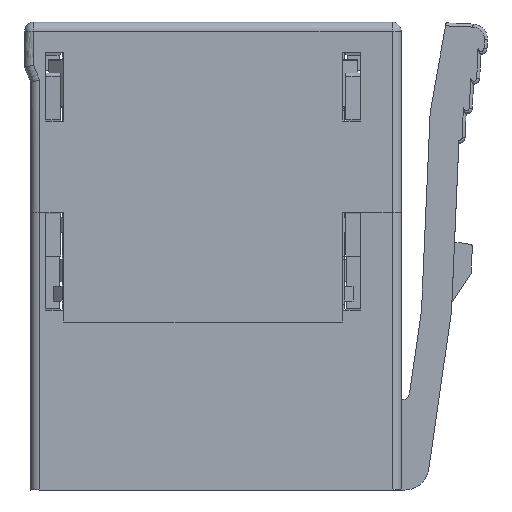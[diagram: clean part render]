
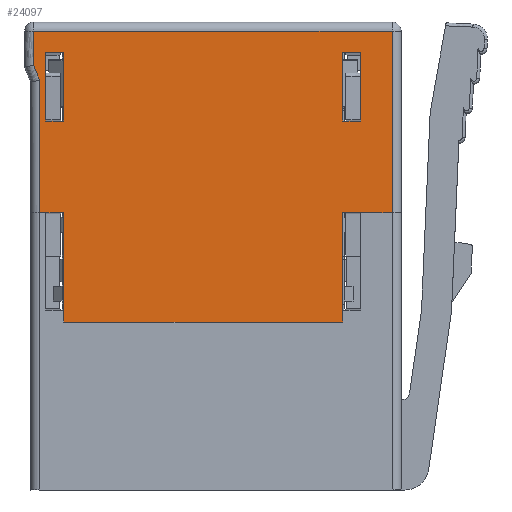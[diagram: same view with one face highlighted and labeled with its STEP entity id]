
A CAD part, front view. The second image highlights one B-rep face of the part: STEP entity #24097.
In plain terms, the highlighted planar face has unit normal (0, -1, 0).
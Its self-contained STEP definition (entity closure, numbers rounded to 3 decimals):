
#19823=CARTESIAN_POINT('',(-5.25,-2.95,-0.41));
#19824=VERTEX_POINT('',#19823);
#19831=CARTESIAN_POINT('',(-5.25,-2.95,-2.71));
#19832=VERTEX_POINT('',#19831);
#19833=CARTESIAN_POINT('',(-5.25,-2.95,-2.71));
#19834=DIRECTION('',(0.,0.,1.));
#19835=VECTOR('',#19834,2.3);
#19836=LINE('',#19833,#19835);
#19837=EDGE_CURVE('',#19832,#19824,#19836,.T.);
#21569=CARTESIAN_POINT('',(5.25,-2.95,-2.71));
#21570=VERTEX_POINT('',#21569);
#21577=CARTESIAN_POINT('',(5.25,-2.95,-0.41));
#21578=VERTEX_POINT('',#21577);
#21579=CARTESIAN_POINT('',(5.25,-2.95,-0.41));
#21580=DIRECTION('',(0.,0.,-1.));
#21581=VECTOR('',#21580,2.3);
#21582=LINE('',#21579,#21581);
#21583=EDGE_CURVE('',#21578,#21570,#21582,.T.);
#23365=CARTESIAN_POINT('',(-4.65,-2.95,-2.71));
#23366=VERTEX_POINT('',#23365);
#23367=CARTESIAN_POINT('',(-4.65,-2.95,-2.71));
#23368=DIRECTION('',(-1.,0.,0.));
#23369=VECTOR('',#23368,0.6);
#23370=LINE('',#23367,#23369);
#23371=EDGE_CURVE('',#23366,#19832,#23370,.T.);
#23390=CARTESIAN_POINT('',(-4.65,-2.95,-5.76));
#23391=VERTEX_POINT('',#23390);
#23398=CARTESIAN_POINT('',(-5.45,-2.95,-5.76));
#23399=VERTEX_POINT('',#23398);
#23400=CARTESIAN_POINT('',(-4.65,-2.95,-5.76));
#23401=DIRECTION('',(-1.,0.,0.));
#23402=VECTOR('',#23401,0.8);
#23403=LINE('',#23400,#23402);
#23404=EDGE_CURVE('',#23391,#23399,#23403,.T.);
#23439=CARTESIAN_POINT('',(-4.65,-2.95,-0.41));
#23440=VERTEX_POINT('',#23439);
#23441=CARTESIAN_POINT('',(-4.65,-2.95,-0.41));
#23442=DIRECTION('',(0.,0.,-1.));
#23443=VECTOR('',#23442,2.3);
#23444=LINE('',#23441,#23443);
#23445=EDGE_CURVE('',#23440,#23366,#23444,.T.);
#23465=CARTESIAN_POINT('',(-5.25,-2.95,-0.41));
#23466=DIRECTION('',(1.,0.,0.));
#23467=VECTOR('',#23466,0.6);
#23468=LINE('',#23465,#23467);
#23469=EDGE_CURVE('',#19824,#23440,#23468,.T.);
#23969=CARTESIAN_POINT('',(-4.65,-2.95,-9.41));
#23970=VERTEX_POINT('',#23969);
#23977=CARTESIAN_POINT('',(-4.65,-2.95,-9.41));
#23978=DIRECTION('',(0.,0.,1.));
#23979=VECTOR('',#23978,3.65);
#23980=LINE('',#23977,#23979);
#23981=EDGE_CURVE('',#23970,#23391,#23980,.T.);
#23995=CARTESIAN_POINT('',(0.425,-2.95,-2.61));
#23996=DIRECTION('',(1.,0.,0.));
#23997=DIRECTION('',(0.,-1.,0.));
#23998=AXIS2_PLACEMENT_3D('',#23995,#23997,#23996);
#23999=PLANE('',#23998);
#24000=CARTESIAN_POINT('',(6.3,-2.95,-5.76));
#24001=VERTEX_POINT('',#24000);
#24002=CARTESIAN_POINT('',(6.3,-2.95,0.29));
#24003=VERTEX_POINT('',#24002);
#24004=CARTESIAN_POINT('',(6.3,-2.95,-5.76));
#24005=DIRECTION('',(0.,0.,1.));
#24006=VECTOR('',#24005,6.05);
#24007=LINE('',#24004,#24006);
#24008=EDGE_CURVE('',#24001,#24003,#24007,.T.);
#24009=ORIENTED_EDGE('',*,*,#24008,.T.);
#24010=CARTESIAN_POINT('',(-5.65,-2.95,0.29));
#24011=VERTEX_POINT('',#24010);
#24012=CARTESIAN_POINT('',(6.3,-2.95,0.29));
#24013=DIRECTION('',(-1.,0.,0.));
#24014=VECTOR('',#24013,11.95);
#24015=LINE('',#24012,#24014);
#24016=EDGE_CURVE('',#24003,#24011,#24015,.T.);
#24017=ORIENTED_EDGE('',*,*,#24016,.T.);
#24018=CARTESIAN_POINT('',(-5.65,-2.95,-0.852));
#24019=VERTEX_POINT('',#24018);
#24020=CARTESIAN_POINT('',(-5.65,-2.95,0.29));
#24021=DIRECTION('',(0.,0.,-1.));
#24022=VECTOR('',#24021,1.142);
#24023=LINE('',#24020,#24022);
#24024=EDGE_CURVE('',#24011,#24019,#24023,.T.);
#24025=ORIENTED_EDGE('',*,*,#24024,.T.);
#24026=CARTESIAN_POINT('',(-5.45,-2.95,-1.352));
#24027=VERTEX_POINT('',#24026);
#24028=CARTESIAN_POINT('',(-5.65,-2.95,-0.852));
#24029=DIRECTION('',(0.371,0.,-0.928));
#24030=VECTOR('',#24029,0.539);
#24031=LINE('',#24028,#24030);
#24032=EDGE_CURVE('',#24019,#24027,#24031,.T.);
#24033=ORIENTED_EDGE('',*,*,#24032,.T.);
#24034=CARTESIAN_POINT('',(-5.45,-2.95,-1.352));
#24035=DIRECTION('',(0.,0.,-1.));
#24036=VECTOR('',#24035,4.408);
#24037=LINE('',#24034,#24036);
#24038=EDGE_CURVE('',#24027,#23399,#24037,.T.);
#24039=ORIENTED_EDGE('',*,*,#24038,.T.);
#24040=ORIENTED_EDGE('',*,*,#23404,.F.);
#24041=ORIENTED_EDGE('',*,*,#23981,.F.);
#24042=CARTESIAN_POINT('',(4.65,-2.95,-9.41));
#24043=VERTEX_POINT('',#24042);
#24044=CARTESIAN_POINT('',(4.65,-2.95,-9.41));
#24045=DIRECTION('',(-1.,0.,0.));
#24046=VECTOR('',#24045,9.3);
#24047=LINE('',#24044,#24046);
#24048=EDGE_CURVE('',#24043,#23970,#24047,.T.);
#24049=ORIENTED_EDGE('',*,*,#24048,.F.);
#24050=CARTESIAN_POINT('',(4.65,-2.95,-5.76));
#24051=VERTEX_POINT('',#24050);
#24052=CARTESIAN_POINT('',(4.65,-2.95,-5.76));
#24053=DIRECTION('',(0.,0.,-1.));
#24054=VECTOR('',#24053,3.65);
#24055=LINE('',#24052,#24054);
#24056=EDGE_CURVE('',#24051,#24043,#24055,.T.);
#24057=ORIENTED_EDGE('',*,*,#24056,.F.);
#24058=CARTESIAN_POINT('',(4.65,-2.95,-5.76));
#24059=DIRECTION('',(1.,0.,0.));
#24060=VECTOR('',#24059,1.65);
#24061=LINE('',#24058,#24060);
#24062=EDGE_CURVE('',#24051,#24001,#24061,.T.);
#24063=ORIENTED_EDGE('',*,*,#24062,.T.);
#24064=EDGE_LOOP('',(#24009,#24017,#24025,#24033,#24039,#24040,#24041,#24049,#24057,#24063));
#24065=FACE_OUTER_BOUND('',#24064,.T.);
#24066=CARTESIAN_POINT('',(4.65,-2.95,-2.71));
#24067=VERTEX_POINT('',#24066);
#24068=CARTESIAN_POINT('',(5.25,-2.95,-2.71));
#24069=DIRECTION('',(-1.,0.,0.));
#24070=VECTOR('',#24069,0.6);
#24071=LINE('',#24068,#24070);
#24072=EDGE_CURVE('',#21570,#24067,#24071,.T.);
#24073=ORIENTED_EDGE('',*,*,#24072,.T.);
#24074=CARTESIAN_POINT('',(4.65,-2.95,-0.41));
#24075=VERTEX_POINT('',#24074);
#24076=CARTESIAN_POINT('',(4.65,-2.95,-2.71));
#24077=DIRECTION('',(0.,0.,1.));
#24078=VECTOR('',#24077,2.3);
#24079=LINE('',#24076,#24078);
#24080=EDGE_CURVE('',#24067,#24075,#24079,.T.);
#24081=ORIENTED_EDGE('',*,*,#24080,.T.);
#24082=CARTESIAN_POINT('',(4.65,-2.95,-0.41));
#24083=DIRECTION('',(1.,0.,0.));
#24084=VECTOR('',#24083,0.6);
#24085=LINE('',#24082,#24084);
#24086=EDGE_CURVE('',#24075,#21578,#24085,.T.);
#24087=ORIENTED_EDGE('',*,*,#24086,.T.);
#24088=ORIENTED_EDGE('',*,*,#21583,.T.);
#24089=EDGE_LOOP('',(#24073,#24081,#24087,#24088));
#24090=FACE_BOUND('',#24089,.T.);
#24091=ORIENTED_EDGE('',*,*,#23371,.T.);
#24092=ORIENTED_EDGE('',*,*,#19837,.T.);
#24093=ORIENTED_EDGE('',*,*,#23469,.T.);
#24094=ORIENTED_EDGE('',*,*,#23445,.T.);
#24095=EDGE_LOOP('',(#24091,#24092,#24093,#24094));
#24096=FACE_BOUND('',#24095,.T.);
#24097=ADVANCED_FACE('',(#24065,#24090,#24096),#23999,.T.);
